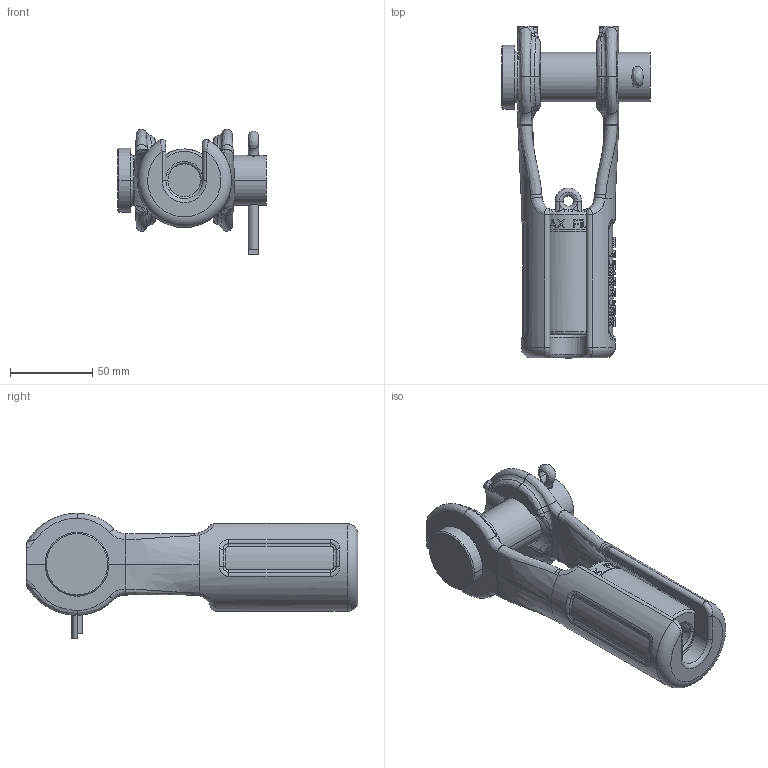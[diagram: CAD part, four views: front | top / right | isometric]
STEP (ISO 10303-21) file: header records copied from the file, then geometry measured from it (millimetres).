
FILE_DESCRIPTION((''),'2;1');
FILE_NAME('CROSBY_SB-427_13-16MM_1052005','2013-02-04T',('Alan Doughty'),('The Crosby Group LLC'),'PRO/ENGINEER BY PARAMETRIC TECHNOLOGY CORPORATION, 2012420','PRO/ENGINEER BY PARAMETRIC TECHNOLOGY CORPORATION, 2012420','');
FILE_SCHEMA(('AUTOMOTIVE_DESIGN { 1 0 10303 214 1 1 1 1 }'));
Length unit declared in the file: inch
Products named in the file (1): CROSBY_SB-427_13-16MM_1052005
Bounding box: 90.42 x 201.68 x 76.2 mm (x, y, z)
Volume: 287186.4 mm3; surface area: 82623.6 mm2
Topology: 3 solids, 3 shells, 663 faces, 1623 edges, 1012 vertices
Faces by surface type: plane 285, bspline 170, cylinder 120, extrusion 48, torus 30, cone 8, sphere 2
Entity records: 34998 total; most frequent: CARTESIAN_POINT 15510, ORIENTED_EDGE 3246, DIRECTION 2485, PRESENTATION_STYLE_ASSIGNMENT 1630, STYLED_ITEM 1626, CURVE_STYLE 1623, EDGE_CURVE 1623, VERTEX_POINT 1012
